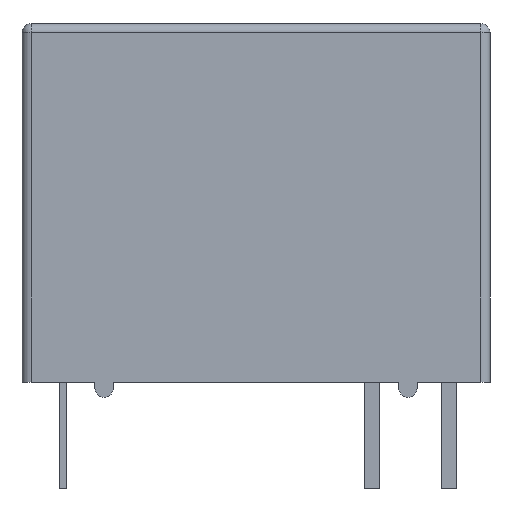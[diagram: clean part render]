
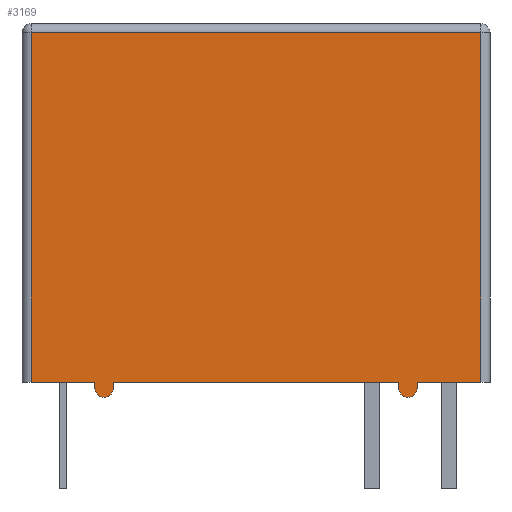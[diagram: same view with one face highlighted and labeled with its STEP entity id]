
A CAD part, front view. The second image highlights one B-rep face of the part: STEP entity #3169.
In plain terms, the highlighted planar face has unit normal (0, -1, 0).
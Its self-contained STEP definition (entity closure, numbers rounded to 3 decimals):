
#39 = CARTESIAN_POINT ( 'NONE',  ( 10.4, -14.85, -0.2 ) ) ;
#246 = EDGE_CURVE ( 'NONE', #14239, #953, #10503, .T. ) ;
#257 = VERTEX_POINT ( 'NONE', #3830 ) ;
#521 = VECTOR ( 'NONE', #14338, 1000. ) ;
#524 = EDGE_CURVE ( 'NONE', #15076, #3475, #15020, .T. ) ;
#841 = DIRECTION ( 'NONE',  ( -1., 0., 0. ) ) ;
#953 = VERTEX_POINT ( 'NONE', #6549 ) ;
#1057 = CIRCLE ( 'NONE', #10654, 0.3 ) ;
#1233 = VERTEX_POINT ( 'NONE', #10082 ) ;
#1321 = LINE ( 'NONE', #7759, #3144 ) ;
#1819 = VECTOR ( 'NONE', #4072, 1000. ) ;
#1844 = VECTOR ( 'NONE', #13627, 1000. ) ;
#2011 = CARTESIAN_POINT ( 'NONE',  ( 10.4, -14.85, -0.5 ) ) ;
#2135 = VECTOR ( 'NONE', #13146, 1000. ) ;
#2422 = DIRECTION ( 'NONE',  ( 0., 0., -1. ) ) ;
#2435 = CARTESIAN_POINT ( 'NONE',  ( 20.1, -14.85, -0.2 ) ) ;
#2440 = CARTESIAN_POINT ( 'NONE',  ( 8., -14.85, 0. ) ) ;
#2526 = FACE_OUTER_BOUND ( 'NONE', #10207, .T. ) ;
#2610 = DIRECTION ( 'NONE',  ( -1., 0., 0. ) ) ;
#2655 = ORIENTED_EDGE ( 'NONE', *, *, #3065, .T. ) ;
#2793 = CARTESIAN_POINT ( 'NONE',  ( 8., -14.85, 11.8 ) ) ;
#2807 = ORIENTED_EDGE ( 'NONE', *, *, #6730, .F. ) ;
#3006 = LINE ( 'NONE', #12312, #3641 ) ;
#3065 = EDGE_CURVE ( 'NONE', #15076, #13436, #9053, .T. ) ;
#3144 = VECTOR ( 'NONE', #3831, 1000. ) ;
#3169 = ADVANCED_FACE ( 'NONE', ( #2526 ), #14813, .F. ) ;
#3262 = EDGE_CURVE ( 'NONE', #13436, #8645, #5075, .T. ) ;
#3458 = ORIENTED_EDGE ( 'NONE', *, *, #13865, .T. ) ;
#3475 = VERTEX_POINT ( 'NONE', #4379 ) ;
#3530 = DIRECTION ( 'NONE',  ( -1., 0., 0. ) ) ;
#3641 = VECTOR ( 'NONE', #8371, 1000. ) ;
#3725 = CARTESIAN_POINT ( 'NONE',  ( 10.7, -14.85, 0. ) ) ;
#3779 = ORIENTED_EDGE ( 'NONE', *, *, #5509, .F. ) ;
#3830 = CARTESIAN_POINT ( 'NONE',  ( 10.1, -14.85, 0. ) ) ;
#3831 = DIRECTION ( 'NONE',  ( 1., 0., 0. ) ) ;
#4072 = DIRECTION ( 'NONE',  ( 0., 0., 1. ) ) ;
#4262 = EDGE_CURVE ( 'NONE', #1233, #14062, #10517, .T. ) ;
#4379 = CARTESIAN_POINT ( 'NONE',  ( 22.8, -14.85, 0. ) ) ;
#4720 = CARTESIAN_POINT ( 'NONE',  ( 8., -14.85, 11.8 ) ) ;
#4975 = VECTOR ( 'NONE', #841, 1000. ) ;
#5031 = ORIENTED_EDGE ( 'NONE', *, *, #246, .T. ) ;
#5075 = LINE ( 'NONE', #4720, #10038 ) ;
#5289 = CARTESIAN_POINT ( 'NONE',  ( 10.1, -14.85, -0.5 ) ) ;
#5500 = ORIENTED_EDGE ( 'NONE', *, *, #3262, .T. ) ;
#5509 = EDGE_CURVE ( 'NONE', #1233, #257, #17274, .T. ) ;
#5566 = CARTESIAN_POINT ( 'NONE',  ( 20.4, -14.85, -0.5 ) ) ;
#5638 = EDGE_CURVE ( 'NONE', #7169, #14239, #3006, .T. ) ;
#5725 = EDGE_CURVE ( 'NONE', #14062, #7169, #1057, .T. ) ;
#6282 = AXIS2_PLACEMENT_3D ( 'NONE', #39, #9476, #14796 ) ;
#6496 = EDGE_CURVE ( 'NONE', #7615, #11935, #16991, .T. ) ;
#6549 = CARTESIAN_POINT ( 'NONE',  ( 20.1, -14.85, 0. ) ) ;
#6635 = CIRCLE ( 'NONE', #8047, 0.3 ) ;
#6651 = AXIS2_PLACEMENT_3D ( 'NONE', #2793, #13237, #2610 ) ;
#6730 = EDGE_CURVE ( 'NONE', #9649, #953, #16710, .T. ) ;
#7169 = VERTEX_POINT ( 'NONE', #12345 ) ;
#7188 = DIRECTION ( 'NONE',  ( 0., 0., 1. ) ) ;
#7615 = VERTEX_POINT ( 'NONE', #15756 ) ;
#7759 = CARTESIAN_POINT ( 'NONE',  ( 8., -14.85, 0. ) ) ;
#7823 = VECTOR ( 'NONE', #9086, 1000. ) ;
#8047 = AXIS2_PLACEMENT_3D ( 'NONE', #10416, #11905, #15980 ) ;
#8180 = DIRECTION ( 'NONE',  ( 0., -1., 0. ) ) ;
#8371 = DIRECTION ( 'NONE',  ( 0., 0., 1. ) ) ;
#8497 = CARTESIAN_POINT ( 'NONE',  ( 8., -14.85, 0. ) ) ;
#8546 = CARTESIAN_POINT ( 'NONE',  ( 22.8, -14.85, 11.8 ) ) ;
#8616 = ORIENTED_EDGE ( 'NONE', *, *, #14454, .T. ) ;
#8645 = VERTEX_POINT ( 'NONE', #8497 ) ;
#8864 = CARTESIAN_POINT ( 'NONE',  ( 20.1, -14.85, -0.5 ) ) ;
#8961 = CARTESIAN_POINT ( 'NONE',  ( 8., -14.85, 11.5 ) ) ;
#9053 = LINE ( 'NONE', #8961, #4975 ) ;
#9086 = DIRECTION ( 'NONE',  ( 0., 0., 1. ) ) ;
#9476 = DIRECTION ( 'NONE',  ( 0., -1., 0. ) ) ;
#9649 = VERTEX_POINT ( 'NONE', #2435 ) ;
#9772 = CARTESIAN_POINT ( 'NONE',  ( 20.4, -14.85, -0.2 ) ) ;
#10038 = VECTOR ( 'NONE', #2422, 1000. ) ;
#10082 = CARTESIAN_POINT ( 'NONE',  ( 10.1, -14.85, -0.2 ) ) ;
#10142 = ORIENTED_EDGE ( 'NONE', *, *, #5725, .T. ) ;
#10183 = EDGE_CURVE ( 'NONE', #12233, #7615, #16739, .T. ) ;
#10207 = EDGE_LOOP ( 'NONE', ( #11455, #12005, #11202, #8616, #15976, #2655, #5500, #3458, #3779, #16661, #10142, #11598, #5031, #2807 ) ) ;
#10218 = CARTESIAN_POINT ( 'NONE',  ( 10.4, -14.85, -0.2 ) ) ;
#10416 = CARTESIAN_POINT ( 'NONE',  ( 20.4, -14.85, -0.2 ) ) ;
#10503 = LINE ( 'NONE', #11633, #521 ) ;
#10517 = CIRCLE ( 'NONE', #6282, 0.3 ) ;
#10643 = CARTESIAN_POINT ( 'NONE',  ( 20.7, -14.85, -0.5 ) ) ;
#10654 = AXIS2_PLACEMENT_3D ( 'NONE', #10218, #11271, #3530 ) ;
#10835 = DIRECTION ( 'NONE',  ( -1., 0., 0. ) ) ;
#11202 = ORIENTED_EDGE ( 'NONE', *, *, #6496, .T. ) ;
#11271 = DIRECTION ( 'NONE',  ( 0., -1., 0. ) ) ;
#11455 = ORIENTED_EDGE ( 'NONE', *, *, #11980, .T. ) ;
#11598 = ORIENTED_EDGE ( 'NONE', *, *, #5638, .T. ) ;
#11633 = CARTESIAN_POINT ( 'NONE',  ( 8., -14.85, 0. ) ) ;
#11668 = VECTOR ( 'NONE', #7188, 1000. ) ;
#11790 = CARTESIAN_POINT ( 'NONE',  ( 8., -14.85, 11.5 ) ) ;
#11905 = DIRECTION ( 'NONE',  ( 0., -1., 0. ) ) ;
#11935 = VERTEX_POINT ( 'NONE', #16426 ) ;
#11980 = EDGE_CURVE ( 'NONE', #9649, #12233, #6635, .T. ) ;
#12005 = ORIENTED_EDGE ( 'NONE', *, *, #10183, .T. ) ;
#12233 = VERTEX_POINT ( 'NONE', #5566 ) ;
#12312 = CARTESIAN_POINT ( 'NONE',  ( 10.7, -14.85, -0.5 ) ) ;
#12345 = CARTESIAN_POINT ( 'NONE',  ( 10.7, -14.85, -0.2 ) ) ;
#12724 = CARTESIAN_POINT ( 'NONE',  ( 22.8, -14.85, 11.5 ) ) ;
#13146 = DIRECTION ( 'NONE',  ( 1., 0., 0. ) ) ;
#13237 = DIRECTION ( 'NONE',  ( 0., 1., 0. ) ) ;
#13436 = VERTEX_POINT ( 'NONE', #11790 ) ;
#13627 = DIRECTION ( 'NONE',  ( 0., 0., -1. ) ) ;
#13865 = EDGE_CURVE ( 'NONE', #8645, #257, #1321, .T. ) ;
#14062 = VERTEX_POINT ( 'NONE', #2011 ) ;
#14239 = VERTEX_POINT ( 'NONE', #3725 ) ;
#14338 = DIRECTION ( 'NONE',  ( 1., 0., 0. ) ) ;
#14454 = EDGE_CURVE ( 'NONE', #11935, #3475, #14557, .T. ) ;
#14539 = AXIS2_PLACEMENT_3D ( 'NONE', #9772, #8180, #10835 ) ;
#14557 = LINE ( 'NONE', #2440, #2135 ) ;
#14796 = DIRECTION ( 'NONE',  ( -1., 0., 0. ) ) ;
#14813 = PLANE ( 'NONE',  #6651 ) ;
#15020 = LINE ( 'NONE', #8546, #1844 ) ;
#15076 = VERTEX_POINT ( 'NONE', #12724 ) ;
#15756 = CARTESIAN_POINT ( 'NONE',  ( 20.7, -14.85, -0.2 ) ) ;
#15976 = ORIENTED_EDGE ( 'NONE', *, *, #524, .F. ) ;
#15980 = DIRECTION ( 'NONE',  ( -1., 0., 0. ) ) ;
#16426 = CARTESIAN_POINT ( 'NONE',  ( 20.7, -14.85, 0. ) ) ;
#16661 = ORIENTED_EDGE ( 'NONE', *, *, #4262, .T. ) ;
#16710 = LINE ( 'NONE', #8864, #11668 ) ;
#16739 = CIRCLE ( 'NONE', #14539, 0.3 ) ;
#16991 = LINE ( 'NONE', #10643, #1819 ) ;
#17274 = LINE ( 'NONE', #5289, #7823 ) ;
